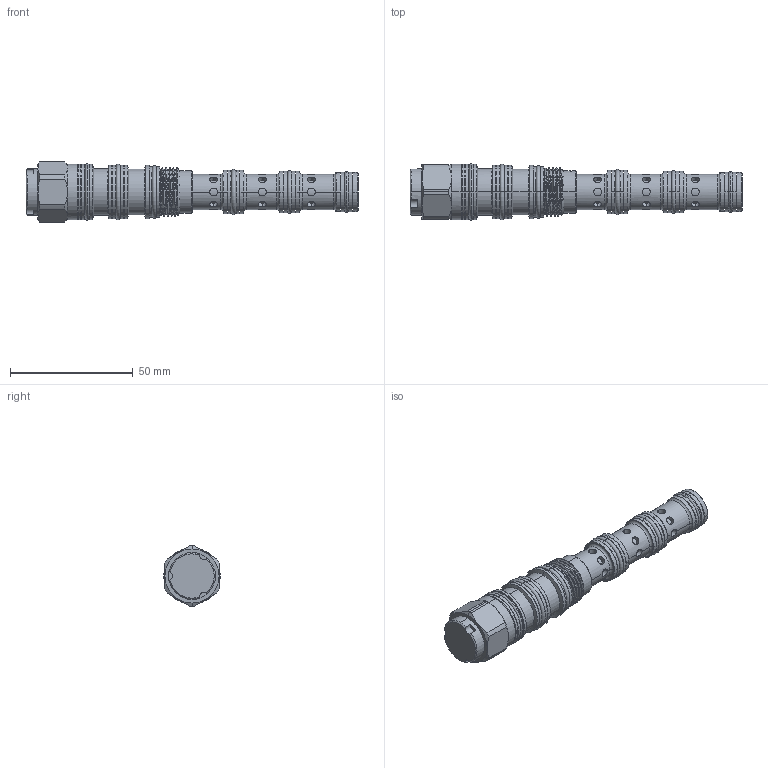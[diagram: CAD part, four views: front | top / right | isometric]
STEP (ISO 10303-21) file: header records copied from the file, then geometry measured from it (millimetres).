
FILE_DESCRIPTION (( 'STEP AP203' ), '1' );
FILE_NAME ('DC61A6E10-N.STEP', '2022-06-20T00:32:26', ( '' ), ( '' ), 'SwSTEP 2.0', 'SolidWorks 2018', '' );
FILE_SCHEMA (( 'CONFIG_CONTROL_DESIGN' ));
Length unit declared in the file: millimetre
Products named in the file (1): DC61A6E10-N
Bounding box: 135.04 x 22.98 x 24.6 mm (x, y, z)
Volume: 34421.8 mm3; surface area: 13528.1 mm2
Topology: 3 solids, 3 shells, 345 faces, 761 edges, 478 vertices
Faces by surface type: cylinder 218, plane 60, cone 35, torus 30, bspline 2
Entity records: 12771 total; most frequent: CARTESIAN_POINT 5191, DIRECTION 1597, ORIENTED_EDGE 1522, EDGE_CURVE 761, AXIS2_PLACEMENT_3D 680, VERTEX_POINT 478, EDGE_LOOP 405, FACE_OUTER_BOUND 345
